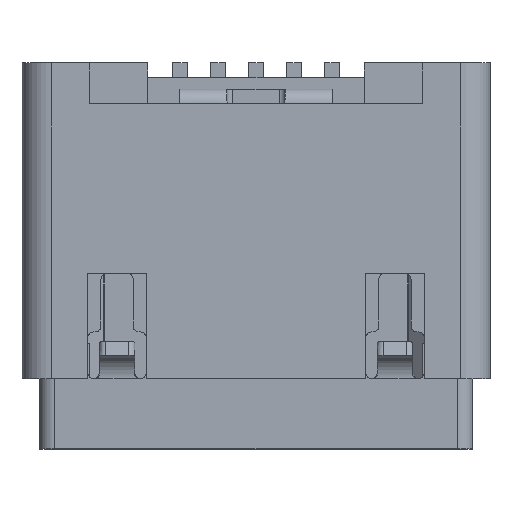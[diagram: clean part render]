
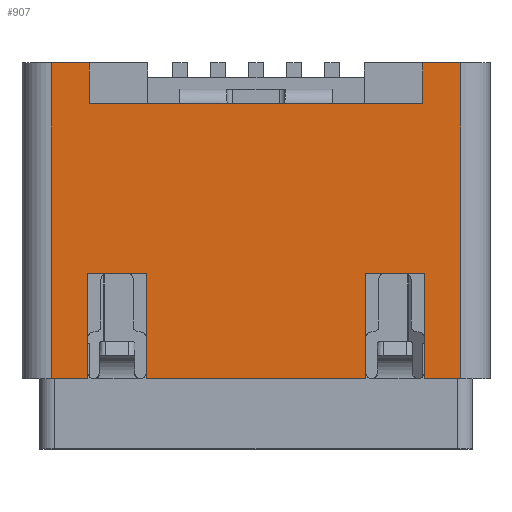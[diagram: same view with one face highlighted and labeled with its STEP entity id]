
A CAD part, top view. The second image highlights one B-rep face of the part: STEP entity #907.
In plain terms, the highlighted planar face has unit normal (0, 0, 1).
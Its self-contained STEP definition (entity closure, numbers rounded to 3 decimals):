
#907 = ADVANCED_FACE( '', ( #2055 ), #2056, .F. );
#2055 = FACE_OUTER_BOUND( '', #3594, .T. );
#2056 = PLANE( '', #3595 );
#3594 = EDGE_LOOP( '', ( #6177, #6178, #6179, #6180, #6181, #6182, #6183, #6184, #6185, #6186, #6187, #6188, #6189, #6190, #6191, #6192 ) );
#3595 = AXIS2_PLACEMENT_3D( '', #6193, #6194, #6195 );
#6177 = ORIENTED_EDGE( '', *, *, #9661, .T. );
#6178 = ORIENTED_EDGE( '', *, *, #10029, .T. );
#6179 = ORIENTED_EDGE( '', *, *, #9517, .T. );
#6180 = ORIENTED_EDGE( '', *, *, #9947, .F. );
#6181 = ORIENTED_EDGE( '', *, *, #10246, .T. );
#6182 = ORIENTED_EDGE( '', *, *, #10247, .T. );
#6183 = ORIENTED_EDGE( '', *, *, #10248, .T. );
#6184 = ORIENTED_EDGE( '', *, *, #10249, .T. );
#6185 = ORIENTED_EDGE( '', *, *, #10250, .T. );
#6186 = ORIENTED_EDGE( '', *, *, #10251, .T. );
#6187 = ORIENTED_EDGE( '', *, *, #10110, .T. );
#6188 = ORIENTED_EDGE( '', *, *, #10252, .T. );
#6189 = ORIENTED_EDGE( '', *, *, #9656, .T. );
#6190 = ORIENTED_EDGE( '', *, *, #10253, .T. );
#6191 = ORIENTED_EDGE( '', *, *, #10254, .F. );
#6192 = ORIENTED_EDGE( '', *, *, #10197, .F. );
#6193 = CARTESIAN_POINT( '', ( -3.5, 2.7, 1.45 ) );
#6194 = DIRECTION( '', ( 0., 0., -1. ) );
#6195 = DIRECTION( '', ( -1., 0., 0. ) );
#9517 = EDGE_CURVE( '', #11440, #11437, #11441, .T. );
#9656 = EDGE_CURVE( '', #11690, #11688, #11691, .T. );
#9661 = EDGE_CURVE( '', #11699, #11697, #11700, .T. );
#9947 = EDGE_CURVE( '', #12196, #11437, #12197, .T. );
#10029 = EDGE_CURVE( '', #11697, #11440, #12333, .T. );
#10110 = EDGE_CURVE( '', #12463, #12461, #12464, .T. );
#10197 = EDGE_CURVE( '', #11699, #12603, #12604, .T. );
#10246 = EDGE_CURVE( '', #12196, #12681, #12682, .T. );
#10247 = EDGE_CURVE( '', #12681, #12683, #12684, .T. );
#10248 = EDGE_CURVE( '', #12683, #12685, #12686, .T. );
#10249 = EDGE_CURVE( '', #12685, #12687, #12688, .T. );
#10250 = EDGE_CURVE( '', #12687, #12689, #12690, .T. );
#10251 = EDGE_CURVE( '', #12689, #12463, #12691, .T. );
#10252 = EDGE_CURVE( '', #12461, #11690, #12692, .T. );
#10253 = EDGE_CURVE( '', #11688, #12693, #12694, .T. );
#10254 = EDGE_CURVE( '', #12603, #12693, #12695, .T. );
#11437 = VERTEX_POINT( '', #14260 );
#11440 = VERTEX_POINT( '', #14264 );
#11441 = LINE( '', #14265, #14266 );
#11688 = VERTEX_POINT( '', #14649 );
#11690 = VERTEX_POINT( '', #14652 );
#11691 = LINE( '', #14653, #14654 );
#11697 = VERTEX_POINT( '', #14662 );
#11699 = VERTEX_POINT( '', #14665 );
#11700 = LINE( '', #14666, #14667 );
#12196 = VERTEX_POINT( '', #15374 );
#12197 = LINE( '', #15375, #15376 );
#12333 = LINE( '', #15571, #15572 );
#12461 = VERTEX_POINT( '', #15777 );
#12463 = VERTEX_POINT( '', #15780 );
#12464 = LINE( '', #15781, #15782 );
#12603 = VERTEX_POINT( '', #15974 );
#12604 = LINE( '', #15975, #15976 );
#12681 = VERTEX_POINT( '', #16080 );
#12682 = LINE( '', #16081, #16082 );
#12683 = VERTEX_POINT( '', #16083 );
#12684 = LINE( '', #16084, #16085 );
#12685 = VERTEX_POINT( '', #16086 );
#12686 = LINE( '', #16087, #16088 );
#12687 = VERTEX_POINT( '', #16089 );
#12688 = LINE( '', #16090, #16091 );
#12689 = VERTEX_POINT( '', #16092 );
#12690 = LINE( '', #16093, #16094 );
#12691 = LINE( '', #16095, #16096 );
#12692 = LINE( '', #16097, #16098 );
#12693 = VERTEX_POINT( '', #16099 );
#12694 = LINE( '', #16100, #16101 );
#12695 = LINE( '', #16102, #16103 );
#14260 = CARTESIAN_POINT( '', ( -2.85, 2.7, 1.45 ) );
#14264 = CARTESIAN_POINT( '', ( -2.85, 2., 1.45 ) );
#14265 = CARTESIAN_POINT( '', ( -2.85, 2., 1.45 ) );
#14266 = VECTOR( '', #18347, 1000. );
#14649 = CARTESIAN_POINT( '', ( 2.875, -2.7, 1.45 ) );
#14652 = CARTESIAN_POINT( '', ( 2.875, -0.9, 1.45 ) );
#14653 = CARTESIAN_POINT( '', ( 2.875, -0.9, 1.45 ) );
#14654 = VECTOR( '', #18504, 1000. );
#14662 = CARTESIAN_POINT( '', ( 2.85, 2., 1.45 ) );
#14665 = CARTESIAN_POINT( '', ( 2.85, 2.7, 1.45 ) );
#14666 = CARTESIAN_POINT( '', ( 2.85, 2.7, 1.45 ) );
#14667 = VECTOR( '', #18508, 1000. );
#15374 = CARTESIAN_POINT( '', ( -3.5, 2.7, 1.45 ) );
#15375 = CARTESIAN_POINT( '', ( -3.5, 2.7, 1.45 ) );
#15376 = VECTOR( '', #18854, 1000. );
#15571 = CARTESIAN_POINT( '', ( 2.85, 2., 1.45 ) );
#15572 = VECTOR( '', #18941, 1000. );
#15777 = CARTESIAN_POINT( '', ( 1.875, -0.9, 1.45 ) );
#15780 = CARTESIAN_POINT( '', ( 1.875, -2.7, 1.45 ) );
#15781 = CARTESIAN_POINT( '', ( 1.875, -2.7, 1.45 ) );
#15782 = VECTOR( '', #19018, 1000. );
#15974 = CARTESIAN_POINT( '', ( 3.5, 2.7, 1.45 ) );
#15975 = CARTESIAN_POINT( '', ( -3.5, 2.7, 1.45 ) );
#15976 = VECTOR( '', #19121, 1000. );
#16080 = CARTESIAN_POINT( '', ( -3.5, -2.7, 1.45 ) );
#16081 = CARTESIAN_POINT( '', ( -3.5, 2.7, 1.45 ) );
#16082 = VECTOR( '', #19179, 1000. );
#16083 = CARTESIAN_POINT( '', ( -2.875, -2.7, 1.45 ) );
#16084 = CARTESIAN_POINT( '', ( -3.5, -2.7, 1.45 ) );
#16085 = VECTOR( '', #19180, 1000. );
#16086 = CARTESIAN_POINT( '', ( -2.875, -0.9, 1.45 ) );
#16087 = CARTESIAN_POINT( '', ( -2.875, -2.7, 1.45 ) );
#16088 = VECTOR( '', #19181, 1000. );
#16089 = CARTESIAN_POINT( '', ( -1.875, -0.9, 1.45 ) );
#16090 = CARTESIAN_POINT( '', ( -2.875, -0.9, 1.45 ) );
#16091 = VECTOR( '', #19182, 1000. );
#16092 = CARTESIAN_POINT( '', ( -1.875, -2.7, 1.45 ) );
#16093 = CARTESIAN_POINT( '', ( -1.875, -0.9, 1.45 ) );
#16094 = VECTOR( '', #19183, 1000. );
#16095 = CARTESIAN_POINT( '', ( -3.5, -2.7, 1.45 ) );
#16096 = VECTOR( '', #19184, 1000. );
#16097 = CARTESIAN_POINT( '', ( 1.875, -0.9, 1.45 ) );
#16098 = VECTOR( '', #19185, 1000. );
#16099 = CARTESIAN_POINT( '', ( 3.5, -2.7, 1.45 ) );
#16100 = CARTESIAN_POINT( '', ( -3.5, -2.7, 1.45 ) );
#16101 = VECTOR( '', #19186, 1000. );
#16102 = CARTESIAN_POINT( '', ( 3.5, 2.7, 1.45 ) );
#16103 = VECTOR( '', #19187, 1000. );
#18347 = DIRECTION( '', ( 0., 1., 0. ) );
#18504 = DIRECTION( '', ( 0., -1., 0. ) );
#18508 = DIRECTION( '', ( 0., -1., 0. ) );
#18854 = DIRECTION( '', ( 1., 0., 0. ) );
#18941 = DIRECTION( '', ( -1., 0., 0. ) );
#19018 = DIRECTION( '', ( 0., 1., 0. ) );
#19121 = DIRECTION( '', ( 1., 0., 0. ) );
#19179 = DIRECTION( '', ( 0., -1., 0. ) );
#19180 = DIRECTION( '', ( 1., 0., 0. ) );
#19181 = DIRECTION( '', ( 0., 1., 0. ) );
#19182 = DIRECTION( '', ( 1., 0., 0. ) );
#19183 = DIRECTION( '', ( 0., -1., 0. ) );
#19184 = DIRECTION( '', ( 1., 0., 0. ) );
#19185 = DIRECTION( '', ( 1., 0., 0. ) );
#19186 = DIRECTION( '', ( 1., 0., 0. ) );
#19187 = DIRECTION( '', ( 0., -1., 0. ) );
